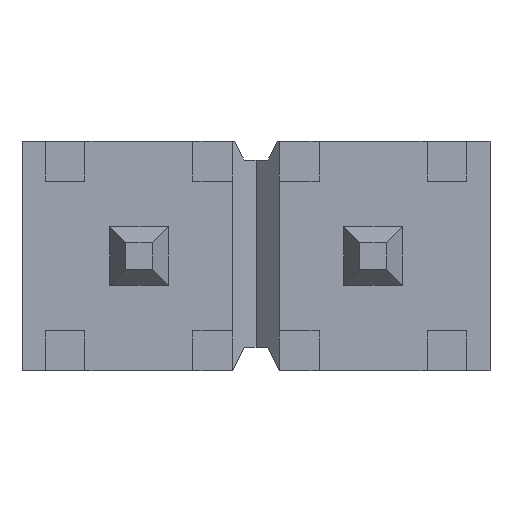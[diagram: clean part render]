
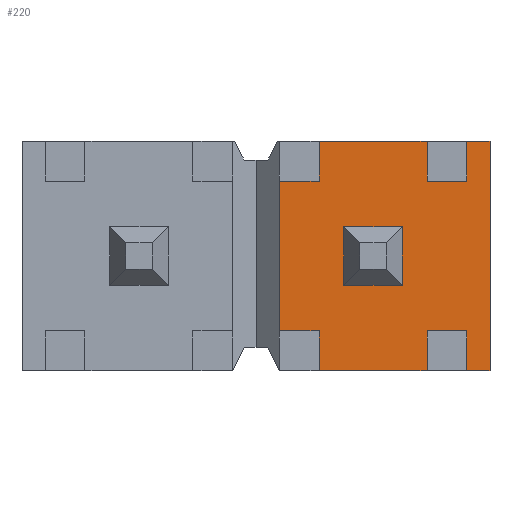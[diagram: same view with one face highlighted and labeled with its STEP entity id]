
A CAD part, front view. The second image highlights one B-rep face of the part: STEP entity #220.
In plain terms, the highlighted planar face has unit normal (0, -1, 0).
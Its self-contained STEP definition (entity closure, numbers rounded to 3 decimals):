
#220=ADVANCED_FACE('',(#467,#468),#469,.T.);
#467=FACE_BOUND('',#742,.T.);
#468=FACE_OUTER_BOUND('',#743,.T.);
#469=PLANE('',#744);
#742=EDGE_LOOP('',(#1325,#1326,#1327,#1328));
#743=EDGE_LOOP('',(#1329,#1330,#1331,#1332,#1333,#1334,#1335,#1336,#1337,#1338,#1339,#1340,#1341,#1342,#1343,#1344));
#744=AXIS2_PLACEMENT_3D('',#1345,#1346,#1347);
#1325=ORIENTED_EDGE('',*,*,#1670,.T.);
#1326=ORIENTED_EDGE('',*,*,#1662,.T.);
#1327=ORIENTED_EDGE('',*,*,#1691,.T.);
#1328=ORIENTED_EDGE('',*,*,#1687,.T.);
#1329=ORIENTED_EDGE('',*,*,#1869,.F.);
#1330=ORIENTED_EDGE('',*,*,#1794,.T.);
#1331=ORIENTED_EDGE('',*,*,#1870,.T.);
#1332=ORIENTED_EDGE('',*,*,#1867,.T.);
#1333=ORIENTED_EDGE('',*,*,#1871,.F.);
#1334=ORIENTED_EDGE('',*,*,#1790,.T.);
#1335=ORIENTED_EDGE('',*,*,#1872,.T.);
#1336=ORIENTED_EDGE('',*,*,#1862,.T.);
#1337=ORIENTED_EDGE('',*,*,#1832,.T.);
#1338=ORIENTED_EDGE('',*,*,#1852,.T.);
#1339=ORIENTED_EDGE('',*,*,#1873,.T.);
#1340=ORIENTED_EDGE('',*,*,#1848,.T.);
#1341=ORIENTED_EDGE('',*,*,#1874,.F.);
#1342=ORIENTED_EDGE('',*,*,#1855,.T.);
#1343=ORIENTED_EDGE('',*,*,#1875,.T.);
#1344=ORIENTED_EDGE('',*,*,#1844,.T.);
#1345=CARTESIAN_POINT('',(3.684,-2.032,1.245));
#1346=DIRECTION('',(0.0,-1.0,-0.0));
#1347=DIRECTION('',(-1.0,0.0,0.));
#1662=EDGE_CURVE('',#1982,#1983,#1984,.T.);
#1670=EDGE_CURVE('',#1994,#1982,#1995,.T.);
#1687=EDGE_CURVE('',#2017,#1994,#2018,.T.);
#1691=EDGE_CURVE('',#1983,#2017,#2023,.T.);
#1790=EDGE_CURVE('',#2168,#2166,#2169,.T.);
#1794=EDGE_CURVE('',#2176,#2174,#2177,.T.);
#1832=EDGE_CURVE('',#2239,#2237,#2240,.T.);
#1844=EDGE_CURVE('',#2257,#2255,#2258,.T.);
#1848=EDGE_CURVE('',#2265,#2263,#2266,.T.);
#1852=EDGE_CURVE('',#2237,#2269,#2271,.T.);
#1855=EDGE_CURVE('',#2276,#2273,#2277,.T.);
#1862=EDGE_CURVE('',#2283,#2239,#2288,.T.);
#1867=EDGE_CURVE('',#2291,#2295,#2297,.T.);
#1869=EDGE_CURVE('',#2176,#2255,#2299,.T.);
#1870=EDGE_CURVE('',#2174,#2291,#2300,.T.);
#1871=EDGE_CURVE('',#2168,#2295,#2301,.T.);
#1872=EDGE_CURVE('',#2166,#2283,#2302,.T.);
#1873=EDGE_CURVE('',#2269,#2265,#2303,.T.);
#1874=EDGE_CURVE('',#2276,#2263,#2304,.T.);
#1875=EDGE_CURVE('',#2273,#2257,#2305,.T.);
#1982=VERTEX_POINT('',#2446);
#1983=VERTEX_POINT('',#2447);
#1984=LINE('',#2448,#2449);
#1994=VERTEX_POINT('',#2464);
#1995=LINE('',#2465,#2466);
#2017=VERTEX_POINT('',#2498);
#2018=LINE('',#2499,#2500);
#2023=LINE('',#2507,#2508);
#2166=VERTEX_POINT('',#2720);
#2168=VERTEX_POINT('',#2723);
#2169=LINE('',#2724,#2725);
#2174=VERTEX_POINT('',#2732);
#2176=VERTEX_POINT('',#2735);
#2177=LINE('',#2736,#2737);
#2237=VERTEX_POINT('',#2827);
#2239=VERTEX_POINT('',#2830);
#2240=LINE('',#2831,#2832);
#2255=VERTEX_POINT('',#2854);
#2257=VERTEX_POINT('',#2857);
#2258=LINE('',#2858,#2859);
#2263=VERTEX_POINT('',#2866);
#2265=VERTEX_POINT('',#2869);
#2266=LINE('',#2870,#2871);
#2269=VERTEX_POINT('',#2875);
#2271=LINE('',#2878,#2879);
#2273=VERTEX_POINT('',#2881);
#2276=VERTEX_POINT('',#2885);
#2277=LINE('',#2886,#2887);
#2283=VERTEX_POINT('',#2895);
#2288=LINE('',#2903,#2904);
#2291=VERTEX_POINT('',#2907);
#2295=VERTEX_POINT('',#2913);
#2297=LINE('',#2916,#2917);
#2299=LINE('',#2919,#2920);
#2300=LINE('',#2921,#2922);
#2301=LINE('',#2923,#2924);
#2302=LINE('',#2925,#2926);
#2303=LINE('',#2927,#2928);
#2304=LINE('',#2929,#2930);
#2305=LINE('',#2931,#2932);
#2446=CARTESIAN_POINT('',(2.858,-2.032,-0.318));
#2447=CARTESIAN_POINT('',(2.223,-2.032,-0.318));
#2448=CARTESIAN_POINT('',(3.112,-2.032,-0.318));
#2449=VECTOR('',#3102,1.0);
#2464=CARTESIAN_POINT('',(2.858,-2.032,0.318));
#2465=CARTESIAN_POINT('',(2.858,-2.032,0.622));
#2466=VECTOR('',#3108,1.0);
#2498=CARTESIAN_POINT('',(2.223,-2.032,0.318));
#2499=CARTESIAN_POINT('',(3.112,-2.032,0.318));
#2500=VECTOR('',#3119,1.0);
#2507=CARTESIAN_POINT('',(2.223,-2.032,0.622));
#2508=VECTOR('',#3122,1.0);
#2720=CARTESIAN_POINT('',(1.956,-2.032,1.245));
#2723=CARTESIAN_POINT('',(3.127,-2.032,1.245));
#2724=CARTESIAN_POINT('',(3.127,-2.032,1.245));
#2725=VECTOR('',#3193,1.0);
#2732=CARTESIAN_POINT('',(3.559,-2.032,1.245));
#2735=CARTESIAN_POINT('',(3.81,-2.032,1.245));
#2736=CARTESIAN_POINT('',(3.81,-2.032,1.245));
#2737=VECTOR('',#3197,1.0);
#2827=CARTESIAN_POINT('',(1.524,-2.032,-0.813));
#2830=CARTESIAN_POINT('',(1.524,-2.032,0.813));
#2831=CARTESIAN_POINT('',(1.524,-2.032,1.245));
#2832=VECTOR('',#3229,1.0);
#2854=CARTESIAN_POINT('',(3.81,-2.032,-1.245));
#2857=CARTESIAN_POINT('',(3.559,-2.032,-1.245));
#2858=CARTESIAN_POINT('',(3.81,-2.032,-1.245));
#2859=VECTOR('',#3238,1.0);
#2866=CARTESIAN_POINT('',(3.127,-2.032,-1.245));
#2869=CARTESIAN_POINT('',(1.956,-2.032,-1.245));
#2870=CARTESIAN_POINT('',(3.127,-2.032,-1.245));
#2871=VECTOR('',#3242,1.0);
#2875=CARTESIAN_POINT('',(1.956,-2.032,-0.813));
#2878=CARTESIAN_POINT('',(2.54,-2.032,-0.813));
#2879=VECTOR('',#3245,1.0);
#2881=CARTESIAN_POINT('',(3.559,-2.032,-0.813));
#2885=CARTESIAN_POINT('',(3.127,-2.032,-0.813));
#2886=CARTESIAN_POINT('',(2.54,-2.032,-0.813));
#2887=VECTOR('',#3247,1.0);
#2895=CARTESIAN_POINT('',(1.956,-2.032,0.813));
#2903=CARTESIAN_POINT('',(2.54,-2.032,0.813));
#2904=VECTOR('',#3253,1.0);
#2907=CARTESIAN_POINT('',(3.559,-2.032,0.813));
#2913=CARTESIAN_POINT('',(3.127,-2.032,0.813));
#2916=CARTESIAN_POINT('',(2.54,-2.032,0.813));
#2917=VECTOR('',#3257,1.0);
#2919=CARTESIAN_POINT('',(3.81,-2.032,1.245));
#2920=VECTOR('',#3258,1.0);
#2921=CARTESIAN_POINT('',(3.559,-2.032,1.245));
#2922=VECTOR('',#3259,1.0);
#2923=CARTESIAN_POINT('',(3.127,-2.032,1.245));
#2924=VECTOR('',#3260,1.0);
#2925=CARTESIAN_POINT('',(1.956,-2.032,1.245));
#2926=VECTOR('',#3261,1.0);
#2927=CARTESIAN_POINT('',(1.956,-2.032,1.245));
#2928=VECTOR('',#3262,1.0);
#2929=CARTESIAN_POINT('',(3.127,-2.032,1.245));
#2930=VECTOR('',#3263,1.0);
#2931=CARTESIAN_POINT('',(3.559,-2.032,1.245));
#2932=VECTOR('',#3264,1.0);
#3102=DIRECTION('',(-1.0,0.0,0.0));
#3108=DIRECTION('',(-0.0,-0.0,-1.0));
#3119=DIRECTION('',(1.0,0.0,-0.0));
#3122=DIRECTION('',(-0.0,0.0,1.0));
#3193=DIRECTION('',(-1.0,0.0,0.));
#3197=DIRECTION('',(-1.0,0.0,0.));
#3229=DIRECTION('',(0.,0.0,-1.0));
#3238=DIRECTION('',(1.0,0.0,0.));
#3242=DIRECTION('',(1.0,0.0,0.));
#3245=DIRECTION('',(1.0,0.0,0.));
#3247=DIRECTION('',(1.0,0.0,0.));
#3253=DIRECTION('',(-1.0,0.0,0.));
#3257=DIRECTION('',(-1.0,0.0,0.));
#3258=DIRECTION('',(0.,0.0,-1.0));
#3259=DIRECTION('',(0.,0.0,-1.0));
#3260=DIRECTION('',(0.,0.0,-1.0));
#3261=DIRECTION('',(0.,0.0,-1.0));
#3262=DIRECTION('',(0.,0.0,-1.0));
#3263=DIRECTION('',(0.,0.0,-1.0));
#3264=DIRECTION('',(0.,0.0,-1.0));
